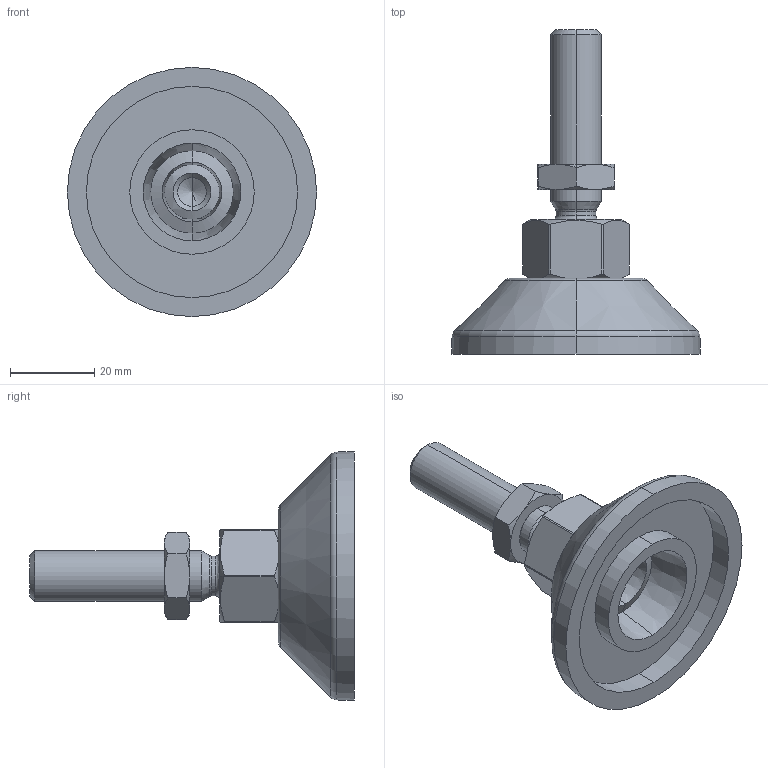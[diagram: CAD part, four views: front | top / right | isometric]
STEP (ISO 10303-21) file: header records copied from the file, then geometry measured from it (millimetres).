
FILE_DESCRIPTION (( 'STEP AP214' ), '1' );
FILE_NAME ('BASE00H2392-Pied D60, M12x76, gris.step', '2023-03-24T09:23:00', ( 'Altae' ), ( '' ), 'SwSTEP 2.0', 'SolidWorks 2021', '' );
FILE_SCHEMA (( 'AUTOMOTIVE_DESIGN' ));
Length unit declared in the file: millimetre
Products named in the file (4): BASE00H2392-Pied D60, M12x76, gris; 03^BASE00H2392-Pied D60, M12x76, gris; 02^BASE00H2392-Pied D60, M12x76, gris; 01^BASE00H2392-Pied D60, M12x76, gris
Assembly tree (3 placements, depth 2):
  BASE00H2392-Pied D60, M12x76, gris
    01^BASE00H2392-Pied D60, M12x76, gris
    02^BASE00H2392-Pied D60, M12x76, gris
    03^BASE00H2392-Pied D60, M12x76, gris
Bounding box: 59 x 76.9 x 59 mm (x, y, z)
Volume: 35893 mm3; surface area: 13624.8 mm2
Topology: 3 solids, 3 shells, 88 faces, 194 edges, 114 vertices
Faces by surface type: cone 37, cylinder 20, plane 20, bspline 5, torus 4, sphere 2
Entity records: 2982 total; most frequent: CARTESIAN_POINT 897, DIRECTION 429, ORIENTED_EDGE 384, EDGE_CURVE 192, AXIS2_PLACEMENT_3D 186, VERTEX_POINT 114, CIRCLE 97, EDGE_LOOP 96
